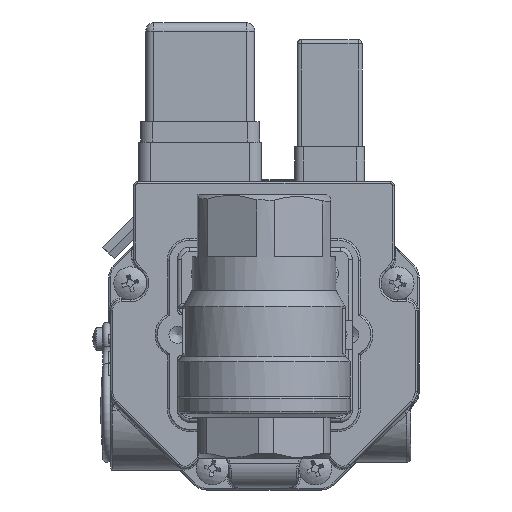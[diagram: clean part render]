
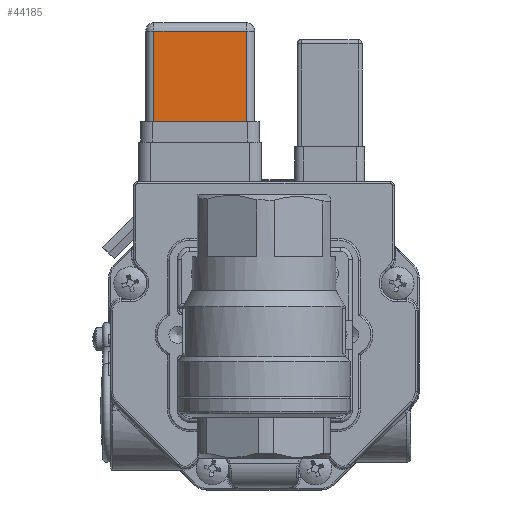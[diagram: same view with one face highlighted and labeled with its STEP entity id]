
A CAD part, front view. The second image highlights one B-rep face of the part: STEP entity #44185.
In plain terms, the highlighted face is planar.
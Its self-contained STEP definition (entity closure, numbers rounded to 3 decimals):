
#7123=LINE('',#101925,#9948);
#7126=LINE('',#101932,#9951);
#7132=LINE('',#101948,#9957);
#7137=LINE('',#101962,#9962);
#9948=VECTOR('',#68423,1000.);
#9951=VECTOR('',#68430,1000.);
#9957=VECTOR('',#68450,1000.);
#9962=VECTOR('',#68467,1000.);
#21946=ORIENTED_EDGE('',*,*,#28868,.T.);
#21947=ORIENTED_EDGE('',*,*,#28864,.T.);
#21948=ORIENTED_EDGE('',*,*,#28884,.T.);
#21949=ORIENTED_EDGE('',*,*,#28877,.T.);
#28864=EDGE_CURVE('',#33146,#33150,#7123,.T.);
#28868=EDGE_CURVE('',#33152,#33146,#7126,.T.);
#28877=EDGE_CURVE('',#33157,#33152,#7132,.T.);
#28884=EDGE_CURVE('',#33150,#33157,#7137,.T.);
#33146=VERTEX_POINT('',#101912);
#33150=VERTEX_POINT('',#101923);
#33152=VERTEX_POINT('',#101929);
#33157=VERTEX_POINT('',#101949);
#37187=EDGE_LOOP('',(#21946,#21947,#21948,#21949));
#40439=FACE_BOUND('',#37187,.T.);
#41593=PLANE('',#56397);
#44185=ADVANCED_FACE('',(#40439),#41593,.F.);
#56397=AXIS2_PLACEMENT_3D('',#101961,#68465,#68466);
#68423=DIRECTION('',(0.,0.,-1.));
#68430=DIRECTION('',(1.,0.,0.));
#68450=DIRECTION('',(0.,0.,1.));
#68465=DIRECTION('',(0.,-1.,0.));
#68466=DIRECTION('',(0.,0.,-1.));
#68467=DIRECTION('',(-1.,0.,0.));
#101912=CARTESIAN_POINT('',(11.25,13.25,36.6));
#101923=CARTESIAN_POINT('',(11.25,13.25,14.6));
#101925=CARTESIAN_POINT('',(11.25,13.25,38.6));
#101929=CARTESIAN_POINT('',(-11.25,13.25,36.6));
#101932=CARTESIAN_POINT('',(-13.25,13.25,36.6));
#101948=CARTESIAN_POINT('',(-11.25,13.25,38.6));
#101949=CARTESIAN_POINT('',(-11.25,13.25,14.6));
#101961=CARTESIAN_POINT('',(-13.25,13.25,38.6));
#101962=CARTESIAN_POINT('',(-13.25,13.25,14.6));
